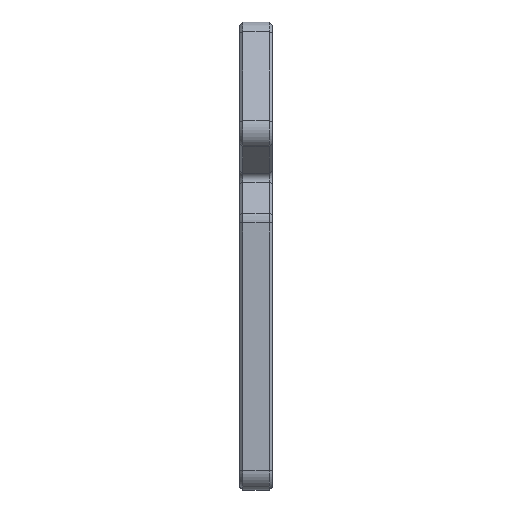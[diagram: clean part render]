
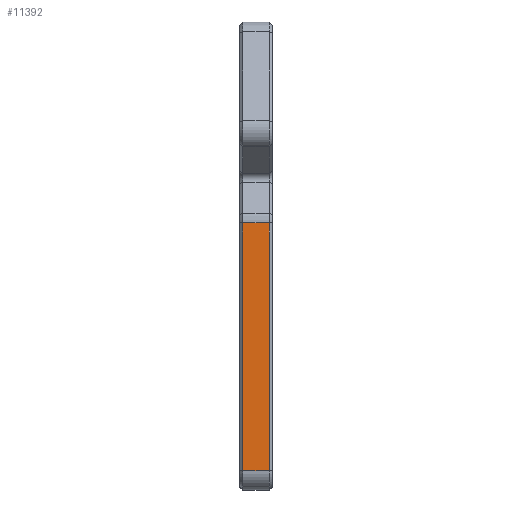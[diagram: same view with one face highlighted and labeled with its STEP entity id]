
A CAD part, left-side view. The second image highlights one B-rep face of the part: STEP entity #11392.
In plain terms, the highlighted planar face has unit normal (-1, 0, 0).
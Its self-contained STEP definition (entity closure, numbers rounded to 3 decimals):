
#948 = ORIENTED_EDGE ( 'NONE', *, *, #2380, .F. ) ;
#1674 = DIRECTION ( 'NONE',  ( -1., 0., 0. ) ) ;
#1723 = VERTEX_POINT ( 'NONE', #26788 ) ;
#1794 = VECTOR ( 'NONE', #28632, 1000. ) ;
#2274 = LINE ( 'NONE', #10425, #1794 ) ;
#2380 = EDGE_CURVE ( 'NONE', #24087, #15027, #10363, .T. ) ;
#6548 = CARTESIAN_POINT ( 'NONE',  ( 174.252, -10.2, -51.363 ) ) ;
#7158 = PLANE ( 'NONE',  #26139 ) ;
#8374 = EDGE_LOOP ( 'NONE', ( #21719, #9263, #24093, #948 ) ) ;
#8791 = CARTESIAN_POINT ( 'NONE',  ( 174.252, -10.2, 26.014 ) ) ;
#9263 = ORIENTED_EDGE ( 'NONE', *, *, #12947, .F. ) ;
#10363 = LINE ( 'NONE', #19781, #16466 ) ;
#10425 = CARTESIAN_POINT ( 'NONE',  ( 174.252, -1., -51.363 ) ) ;
#11392 = ADVANCED_FACE ( 'NONE', ( #16212 ), #7158, .T. ) ;
#12947 = EDGE_CURVE ( 'NONE', #31017, #1723, #2274, .T. ) ;
#14412 = LINE ( 'NONE', #8791, #20521 ) ;
#15027 = VERTEX_POINT ( 'NONE', #32235 ) ;
#16212 = FACE_OUTER_BOUND ( 'NONE', #8374, .T. ) ;
#16466 = VECTOR ( 'NONE', #16960, 1000. ) ;
#16960 = DIRECTION ( 'NONE',  ( 0., 0., -1. ) ) ;
#17411 = DIRECTION ( 'NONE',  ( 0., 0., -1. ) ) ;
#18422 = CARTESIAN_POINT ( 'NONE',  ( 174.252, -9.2, 26.014 ) ) ;
#19009 = EDGE_CURVE ( 'NONE', #24087, #1723, #14412, .T. ) ;
#19781 = CARTESIAN_POINT ( 'NONE',  ( 174.252, -9.2, -51.363 ) ) ;
#20021 = CARTESIAN_POINT ( 'NONE',  ( 174.252, -10.2, -51.363 ) ) ;
#20521 = VECTOR ( 'NONE', #21850, 1000. ) ;
#21719 = ORIENTED_EDGE ( 'NONE', *, *, #19009, .T. ) ;
#21850 = DIRECTION ( 'NONE',  ( 0., 1., 0. ) ) ;
#24087 = VERTEX_POINT ( 'NONE', #18422 ) ;
#24093 = ORIENTED_EDGE ( 'NONE', *, *, #27356, .F. ) ;
#24870 = LINE ( 'NONE', #6548, #26901 ) ;
#24961 = DIRECTION ( 'NONE',  ( 0., 1., 0. ) ) ;
#26139 = AXIS2_PLACEMENT_3D ( 'NONE', #20021, #1674, #17411 ) ;
#26788 = CARTESIAN_POINT ( 'NONE',  ( 174.252, -1., 26.014 ) ) ;
#26901 = VECTOR ( 'NONE', #24961, 1000. ) ;
#27356 = EDGE_CURVE ( 'NONE', #15027, #31017, #24870, .T. ) ;
#28632 = DIRECTION ( 'NONE',  ( 0., 0., 1. ) ) ;
#31017 = VERTEX_POINT ( 'NONE', #32416 ) ;
#32235 = CARTESIAN_POINT ( 'NONE',  ( 174.252, -9.2, -51.363 ) ) ;
#32416 = CARTESIAN_POINT ( 'NONE',  ( 174.252, -1., -51.363 ) ) ;
